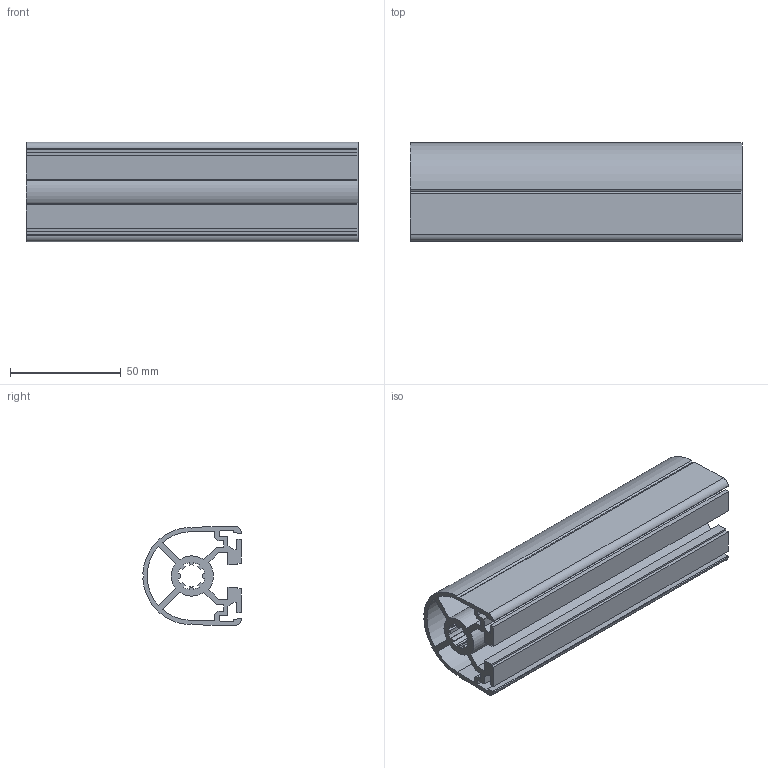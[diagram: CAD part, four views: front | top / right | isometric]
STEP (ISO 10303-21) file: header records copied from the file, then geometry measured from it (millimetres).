
FILE_DESCRIPTION (( 'STEP AP214' ), '1' );
FILE_NAME ('3_842_992_945_150-Bosch.step', '2020-07-02T13:07:07', ( '' ), ( '' ), 'SwSTEP 2.0', 'SolidWorks 2010', '' );
FILE_SCHEMA (( 'AUTOMOTIVE_DESIGN' ));
Length unit declared in the file: millimetre
Products named in the file (1): 3_842_992_945_150-Bosch
Bounding box: 150 x 44.48 x 45 mm (x, y, z)
Volume: 98668.5 mm3; surface area: 79088.9 mm2
Topology: 1 solids, 1 shells, 111 faces, 327 edges, 218 vertices
Faces by surface type: plane 78, cylinder 33
Entity records: 3737 total; most frequent: CARTESIAN_POINT 657, ORIENTED_EDGE 654, DIRECTION 617, EDGE_CURVE 327, LINE 261, VECTOR 261, VERTEX_POINT 218, AXIS2_PLACEMENT_3D 178
